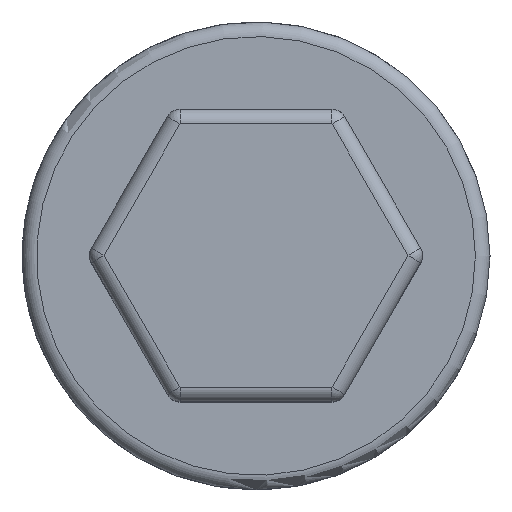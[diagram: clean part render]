
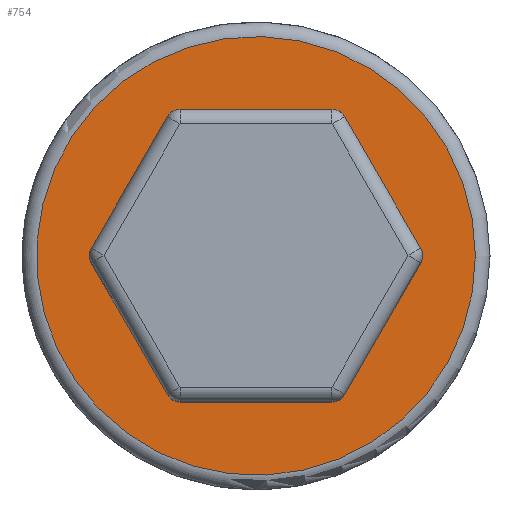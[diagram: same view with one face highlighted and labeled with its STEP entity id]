
A CAD part, top view. The second image highlights one B-rep face of the part: STEP entity #754.
In plain terms, the highlighted planar face has unit normal (0, 0, 1).
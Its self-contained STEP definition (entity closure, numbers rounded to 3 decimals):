
#60=CARTESIAN_POINT('',(-1.516,-2.375,1.));
#61=VERTEX_POINT('',#60);
#62=CARTESIAN_POINT('',(-1.299,-2.5,1.));
#63=VERTEX_POINT('',#62);
#64=CARTESIAN_POINT('',(-1.299,-2.25,1.));
#65=DIRECTION('',(-0.866,-0.5,0.));
#66=DIRECTION('',(-0.,0.,1.));
#67=AXIS2_PLACEMENT_3D('',#64,#66,#65);
#68=CIRCLE('',#67,0.25);
#69=EDGE_CURVE('',#61,#63,#68,.T.);
#127=CARTESIAN_POINT('',(1.299,-2.5,1.));
#128=VERTEX_POINT('',#127);
#129=CARTESIAN_POINT('',(1.516,-2.375,1.));
#130=VERTEX_POINT('',#129);
#131=CARTESIAN_POINT('',(1.299,-2.25,1.));
#132=DIRECTION('',(0.,-1.,0.));
#133=DIRECTION('',(0.,-0.,1.));
#134=AXIS2_PLACEMENT_3D('',#131,#133,#132);
#135=CIRCLE('',#134,0.25);
#136=EDGE_CURVE('',#128,#130,#135,.T.);
#194=CARTESIAN_POINT('',(-2.815,0.125,1.));
#195=VERTEX_POINT('',#194);
#196=CARTESIAN_POINT('',(-2.815,-0.125,1.));
#197=VERTEX_POINT('',#196);
#198=CARTESIAN_POINT('',(-2.598,0.,1.));
#199=DIRECTION('',(-0.866,0.5,0.));
#200=DIRECTION('',(-0.,0.,1.));
#201=AXIS2_PLACEMENT_3D('',#198,#200,#199);
#202=CIRCLE('',#201,0.25);
#203=EDGE_CURVE('',#195,#197,#202,.T.);
#283=CARTESIAN_POINT('',(2.815,-0.125,1.));
#284=VERTEX_POINT('',#283);
#285=CARTESIAN_POINT('',(2.815,0.125,1.));
#286=VERTEX_POINT('',#285);
#287=CARTESIAN_POINT('',(2.598,0.,1.));
#288=DIRECTION('',(0.866,-0.5,0.));
#289=DIRECTION('',(0.,-0.,1.));
#290=AXIS2_PLACEMENT_3D('',#287,#289,#288);
#291=CIRCLE('',#290,0.25);
#292=EDGE_CURVE('',#284,#286,#291,.T.);
#350=CARTESIAN_POINT('',(-1.299,2.5,1.));
#351=VERTEX_POINT('',#350);
#352=CARTESIAN_POINT('',(-1.516,2.375,1.));
#353=VERTEX_POINT('',#352);
#354=CARTESIAN_POINT('',(-1.299,2.25,1.));
#355=DIRECTION('',(0.,1.,0.));
#356=DIRECTION('',(0.,0.,1.));
#357=AXIS2_PLACEMENT_3D('',#354,#356,#355);
#358=CIRCLE('',#357,0.25);
#359=EDGE_CURVE('',#351,#353,#358,.T.);
#439=CARTESIAN_POINT('',(1.516,2.375,1.));
#440=VERTEX_POINT('',#439);
#441=CARTESIAN_POINT('',(1.299,2.5,1.));
#442=VERTEX_POINT('',#441);
#443=CARTESIAN_POINT('',(1.299,2.25,1.));
#444=DIRECTION('',(0.866,0.5,0.));
#445=DIRECTION('',(0.,0.,1.));
#446=AXIS2_PLACEMENT_3D('',#443,#445,#444);
#447=CIRCLE('',#446,0.25);
#448=EDGE_CURVE('',#440,#442,#447,.T.);
#562=CARTESIAN_POINT('',(-2.815,-0.125,1.));
#563=DIRECTION('',(0.5,-0.866,0.));
#564=VECTOR('',#563,2.598);
#565=LINE('',#562,#564);
#566=EDGE_CURVE('',#197,#61,#565,.T.);
#579=CARTESIAN_POINT('',(-1.516,2.375,1.));
#580=DIRECTION('',(-0.5,-0.866,0.));
#581=VECTOR('',#580,2.598);
#582=LINE('',#579,#581);
#583=EDGE_CURVE('',#353,#195,#582,.T.);
#596=CARTESIAN_POINT('',(1.299,2.5,1.));
#597=DIRECTION('',(-1.,0.,0.));
#598=VECTOR('',#597,2.598);
#599=LINE('',#596,#598);
#600=EDGE_CURVE('',#442,#351,#599,.T.);
#635=CARTESIAN_POINT('',(-1.159,3.566,1.));
#636=VERTEX_POINT('',#635);
#644=CARTESIAN_POINT('',(3.75,0.,1.));
#645=VERTEX_POINT('',#644);
#646=CARTESIAN_POINT('',(0.,0.,1.));
#647=DIRECTION('',(-0.309,0.951,0.));
#648=DIRECTION('',(0.,-0.,-1.));
#649=AXIS2_PLACEMENT_3D('',#646,#648,#647);
#650=CIRCLE('',#649,3.75);
#651=EDGE_CURVE('',#636,#645,#650,.T.);
#653=CARTESIAN_POINT('',(0.,0.,1.));
#654=DIRECTION('',(1.,0.,0.));
#655=DIRECTION('',(0.,0.,-1.));
#656=AXIS2_PLACEMENT_3D('',#653,#655,#654);
#657=CIRCLE('',#656,3.75);
#658=EDGE_CURVE('',#645,#636,#657,.T.);
#716=CARTESIAN_POINT('',(0.,0.,1.));
#717=DIRECTION('',(1.,0.,0.));
#718=DIRECTION('',(0.,0.,1.));
#719=AXIS2_PLACEMENT_3D('',#716,#718,#717);
#720=PLANE('',#719);
#721=ORIENTED_EDGE('',*,*,#651,.F.);
#722=ORIENTED_EDGE('',*,*,#658,.F.);
#723=EDGE_LOOP('',(#721,#722));
#724=FACE_OUTER_BOUND('',#723,.T.);
#725=ORIENTED_EDGE('',*,*,#566,.F.);
#726=ORIENTED_EDGE('',*,*,#203,.F.);
#727=ORIENTED_EDGE('',*,*,#583,.F.);
#728=ORIENTED_EDGE('',*,*,#359,.F.);
#729=ORIENTED_EDGE('',*,*,#600,.F.);
#730=ORIENTED_EDGE('',*,*,#448,.F.);
#731=CARTESIAN_POINT('',(1.516,2.375,1.));
#732=DIRECTION('',(0.5,-0.866,0.));
#733=VECTOR('',#732,2.598);
#734=LINE('',#731,#733);
#735=EDGE_CURVE('',#440,#286,#734,.T.);
#736=ORIENTED_EDGE('E61',*,*,#735,.T.);
#737=ORIENTED_EDGE('E61',*,*,#292,.F.);
#738=CARTESIAN_POINT('',(2.815,-0.125,1.));
#739=DIRECTION('',(-0.5,-0.866,0.));
#740=VECTOR('',#739,2.598);
#741=LINE('',#738,#740);
#742=EDGE_CURVE('',#284,#130,#741,.T.);
#743=ORIENTED_EDGE('E62',*,*,#742,.T.);
#744=ORIENTED_EDGE('E62',*,*,#136,.F.);
#745=CARTESIAN_POINT('',(1.299,-2.5,1.));
#746=DIRECTION('',(-1.,0.,0.));
#747=VECTOR('',#746,2.598);
#748=LINE('',#745,#747);
#749=EDGE_CURVE('',#128,#63,#748,.T.);
#750=ORIENTED_EDGE('E63',*,*,#749,.T.);
#751=ORIENTED_EDGE('E63',*,*,#69,.F.);
#752=EDGE_LOOP('',(#725,#726,#727,#728,#729,#730,#736,#737,#743,#744,#750,#751));
#753=FACE_BOUND('',#752,.T.);
#754=ADVANCED_FACE('F25',(#724,#753),#720,.T.);
